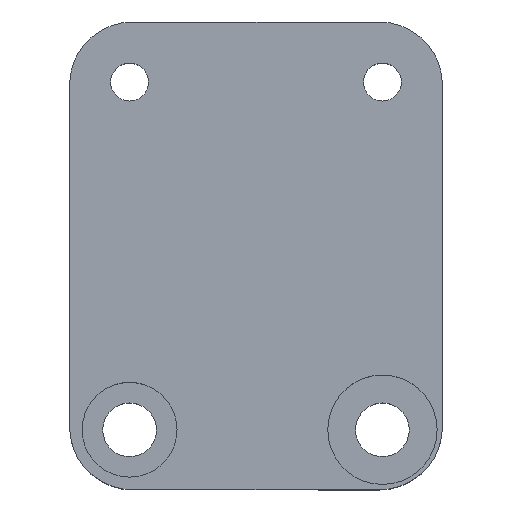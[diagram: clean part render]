
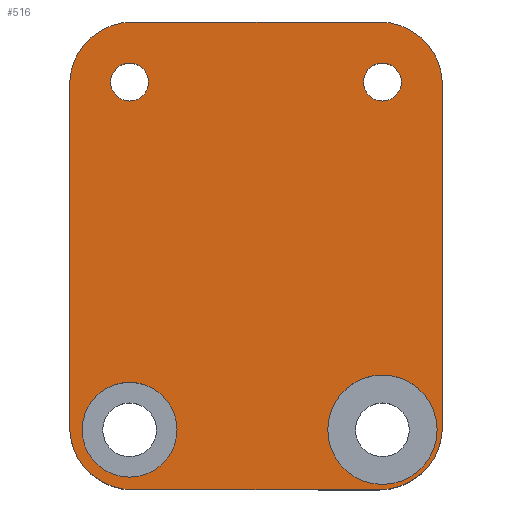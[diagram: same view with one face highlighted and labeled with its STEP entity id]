
A CAD part, top view. The second image highlights one B-rep face of the part: STEP entity #516.
In plain terms, the highlighted planar face has unit normal (0, 0, 1).
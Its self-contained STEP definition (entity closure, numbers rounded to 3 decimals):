
#4 = VERTEX_POINT ( 'NONE', #651 ) ;
#8 = CIRCLE ( 'NONE', #100, 1.2 ) ;
#12 = VERTEX_POINT ( 'NONE', #409 ) ;
#17 = FACE_BOUND ( 'NONE', #506, .T. ) ;
#19 = ORIENTED_EDGE ( 'NONE', *, *, #414, .F. ) ;
#20 = DIRECTION ( 'NONE',  ( 0., 0., 1. ) ) ;
#25 = PLANE ( 'NONE',  #63 ) ;
#27 = DIRECTION ( 'NONE',  ( 0., 0., 1. ) ) ;
#28 = VECTOR ( 'NONE', #416, 1000. ) ;
#29 = CARTESIAN_POINT ( 'NONE',  ( 7.8, 5.8, 15.3 ) ) ;
#30 = LINE ( 'NONE', #440, #469 ) ;
#31 = DIRECTION ( 'NONE',  ( 1., 0., 0. ) ) ;
#32 = CIRCLE ( 'NONE', #148, 4. ) ;
#33 = CARTESIAN_POINT ( 'NONE',  ( 11.8, -19.8, 15.3 ) ) ;
#34 = DIRECTION ( 'NONE',  ( 1., 0., 0. ) ) ;
#37 = EDGE_CURVE ( 'NONE', #556, #825, #8, .T. ) ;
#43 = DIRECTION ( 'NONE',  ( 0., 0., 1. ) ) ;
#54 = ORIENTED_EDGE ( 'NONE', *, *, #37, .F. ) ;
#58 = EDGE_CURVE ( 'NONE', #775, #4, #587, .T. ) ;
#61 = DIRECTION ( 'NONE',  ( 1., 0., 0. ) ) ;
#63 = AXIS2_PLACEMENT_3D ( 'NONE', #522, #331, #278 ) ;
#64 = CARTESIAN_POINT ( 'NONE',  ( -8., -20., 15.3 ) ) ;
#72 = ORIENTED_EDGE ( 'NONE', *, *, #536, .T. ) ;
#78 = ORIENTED_EDGE ( 'NONE', *, *, #263, .T. ) ;
#83 = VECTOR ( 'NONE', #286, 1000. ) ;
#97 = DIRECTION ( 'NONE',  ( 1., 0., 0. ) ) ;
#99 = DIRECTION ( 'NONE',  ( 1., 0., 0. ) ) ;
#100 = AXIS2_PLACEMENT_3D ( 'NONE', #582, #335, #34 ) ;
#116 = ORIENTED_EDGE ( 'NONE', *, *, #585, .F. ) ;
#120 = CIRCLE ( 'NONE', #579, 1.2 ) ;
#125 = AXIS2_PLACEMENT_3D ( 'NONE', #362, #615, #97 ) ;
#131 = DIRECTION ( 'NONE',  ( 1., 0., 0. ) ) ;
#137 = EDGE_LOOP ( 'NONE', ( #783, #72, #322, #213, #179, #744, #78, #313 ) ) ;
#147 = DIRECTION ( 'NONE',  ( 0., 1., 0. ) ) ;
#148 = AXIS2_PLACEMENT_3D ( 'NONE', #826, #43, #546 ) ;
#158 = DIRECTION ( 'NONE',  ( 0., 0., 1. ) ) ;
#159 = AXIS2_PLACEMENT_3D ( 'NONE', #198, #264, #61 ) ;
#160 = EDGE_CURVE ( 'NONE', #344, #396, #32, .T. ) ;
#179 = ORIENTED_EDGE ( 'NONE', *, *, #223, .T. ) ;
#187 = CARTESIAN_POINT ( 'NONE',  ( -11.8, -19.8, 15.3 ) ) ;
#189 = LINE ( 'NONE', #481, #28 ) ;
#198 = CARTESIAN_POINT ( 'NONE',  ( 7.8, 1.8, 15.3 ) ) ;
#200 = CARTESIAN_POINT ( 'NONE',  ( 8., -20., 15.3 ) ) ;
#204 = DIRECTION ( 'NONE',  ( 1., 0., 0. ) ) ;
#209 = DIRECTION ( 'NONE',  ( 1., 0., 0. ) ) ;
#213 = ORIENTED_EDGE ( 'NONE', *, *, #258, .T. ) ;
#214 = CARTESIAN_POINT ( 'NONE',  ( -11.002, -20., 15.3 ) ) ;
#216 = VECTOR ( 'NONE', #147, 1000. ) ;
#223 = EDGE_CURVE ( 'NONE', #439, #517, #411, .T. ) ;
#224 = AXIS2_PLACEMENT_3D ( 'NONE', #410, #280, #99 ) ;
#253 = CIRCLE ( 'NONE', #326, 3.002 ) ;
#258 = EDGE_CURVE ( 'NONE', #4, #439, #30, .T. ) ;
#263 = EDGE_CURVE ( 'NONE', #742, #794, #282, .T. ) ;
#264 = DIRECTION ( 'NONE',  ( 0., 0., 1. ) ) ;
#268 = FACE_OUTER_BOUND ( 'NONE', #137, .T. ) ;
#278 = DIRECTION ( 'NONE',  ( 1., 0., 0. ) ) ;
#279 = CIRCLE ( 'NONE', #672, 3.002 ) ;
#280 = DIRECTION ( 'NONE',  ( 0., 0., 1. ) ) ;
#282 = CIRCLE ( 'NONE', #159, 4. ) ;
#284 = CARTESIAN_POINT ( 'NONE',  ( -9.2, 2., 15.3 ) ) ;
#286 = DIRECTION ( 'NONE',  ( -1., 0., 0. ) ) ;
#313 = ORIENTED_EDGE ( 'NONE', *, *, #392, .T. ) ;
#322 = ORIENTED_EDGE ( 'NONE', *, *, #58, .T. ) ;
#326 = AXIS2_PLACEMENT_3D ( 'NONE', #341, #474, #652 ) ;
#331 = DIRECTION ( 'NONE',  ( 0., 0., 1. ) ) ;
#335 = DIRECTION ( 'NONE',  ( 0., 0., 1. ) ) ;
#340 = VERTEX_POINT ( 'NONE', #639 ) ;
#341 = CARTESIAN_POINT ( 'NONE',  ( -8., -20., 15.3 ) ) ;
#343 = CARTESIAN_POINT ( 'NONE',  ( -4.998, -20., 15.3 ) ) ;
#344 = VERTEX_POINT ( 'NONE', #376 ) ;
#354 = CIRCLE ( 'NONE', #424, 1.2 ) ;
#362 = CARTESIAN_POINT ( 'NONE',  ( 7.8, -19.8, 15.3 ) ) ;
#371 = EDGE_LOOP ( 'NONE', ( #524, #19 ) ) ;
#373 = CARTESIAN_POINT ( 'NONE',  ( 7.8, 5.8, 15.3 ) ) ;
#374 = VERTEX_POINT ( 'NONE', #343 ) ;
#376 = CARTESIAN_POINT ( 'NONE',  ( -7.8, 5.8, 15.3 ) ) ;
#392 = EDGE_CURVE ( 'NONE', #794, #344, #597, .T. ) ;
#396 = VERTEX_POINT ( 'NONE', #456 ) ;
#404 = EDGE_CURVE ( 'NONE', #517, #742, #594, .T. ) ;
#409 = CARTESIAN_POINT ( 'NONE',  ( 4.539, -20., 15.3 ) ) ;
#410 = CARTESIAN_POINT ( 'NONE',  ( 8., -20., 15.3 ) ) ;
#411 = CIRCLE ( 'NONE', #125, 4. ) ;
#414 = EDGE_CURVE ( 'NONE', #12, #727, #657, .T. ) ;
#416 = DIRECTION ( 'NONE',  ( 0., -1., 0. ) ) ;
#417 = ORIENTED_EDGE ( 'NONE', *, *, #638, .F. ) ;
#424 = AXIS2_PLACEMENT_3D ( 'NONE', #541, #158, #525 ) ;
#439 = VERTEX_POINT ( 'NONE', #726 ) ;
#440 = CARTESIAN_POINT ( 'NONE',  ( -7.8, -23.8, 15.3 ) ) ;
#456 = CARTESIAN_POINT ( 'NONE',  ( -11.8, 1.8, 15.3 ) ) ;
#461 = FACE_BOUND ( 'NONE', #371, .T. ) ;
#469 = VECTOR ( 'NONE', #131, 1000. ) ;
#471 = DIRECTION ( 'NONE',  ( 1., 0., 0. ) ) ;
#474 = DIRECTION ( 'NONE',  ( 0., 0., 1. ) ) ;
#478 = AXIS2_PLACEMENT_3D ( 'NONE', #535, #27, #663 ) ;
#481 = CARTESIAN_POINT ( 'NONE',  ( -11.8, 1.8, 15.3 ) ) ;
#490 = CIRCLE ( 'NONE', #478, 1.2 ) ;
#505 = ORIENTED_EDGE ( 'NONE', *, *, #816, .F. ) ;
#506 = EDGE_LOOP ( 'NONE', ( #417, #54 ) ) ;
#515 = AXIS2_PLACEMENT_3D ( 'NONE', #200, #537, #471 ) ;
#516 = ADVANCED_FACE ( 'NONE', ( #581, #461, #17, #268, #589 ), #25, .T. ) ;
#517 = VERTEX_POINT ( 'NONE', #650 ) ;
#522 = CARTESIAN_POINT ( 'NONE',  ( -7.8, 1.8, 15.3 ) ) ;
#524 = ORIENTED_EDGE ( 'NONE', *, *, #738, .F. ) ;
#525 = DIRECTION ( 'NONE',  ( 1., 0., 0. ) ) ;
#534 = DIRECTION ( 'NONE',  ( 0., 0., 1. ) ) ;
#535 = CARTESIAN_POINT ( 'NONE',  ( -8., 2., 15.3 ) ) ;
#536 = EDGE_CURVE ( 'NONE', #396, #775, #189, .T. ) ;
#537 = DIRECTION ( 'NONE',  ( 0., 0., 1. ) ) ;
#541 = CARTESIAN_POINT ( 'NONE',  ( -8., 2., 15.3 ) ) ;
#546 = DIRECTION ( 'NONE',  ( 1., 0., 0. ) ) ;
#549 = CARTESIAN_POINT ( 'NONE',  ( 6.8, 2., 15.3 ) ) ;
#556 = VERTEX_POINT ( 'NONE', #623 ) ;
#579 = AXIS2_PLACEMENT_3D ( 'NONE', #728, #736, #31 ) ;
#580 = EDGE_CURVE ( 'NONE', #340, #696, #354, .T. ) ;
#581 = FACE_BOUND ( 'NONE', #773, .T. ) ;
#582 = CARTESIAN_POINT ( 'NONE',  ( 8., 2., 15.3 ) ) ;
#585 = EDGE_CURVE ( 'NONE', #696, #340, #490, .T. ) ;
#587 = CIRCLE ( 'NONE', #698, 4. ) ;
#589 = FACE_BOUND ( 'NONE', #686, .T. ) ;
#594 = LINE ( 'NONE', #33, #216 ) ;
#597 = LINE ( 'NONE', #29, #83 ) ;
#615 = DIRECTION ( 'NONE',  ( 0., 0., 1. ) ) ;
#623 = CARTESIAN_POINT ( 'NONE',  ( 9.2, 2., 15.3 ) ) ;
#638 = EDGE_CURVE ( 'NONE', #825, #556, #120, .T. ) ;
#639 = CARTESIAN_POINT ( 'NONE',  ( -6.8, 2., 15.3 ) ) ;
#650 = CARTESIAN_POINT ( 'NONE',  ( 11.8, -19.8, 15.3 ) ) ;
#651 = CARTESIAN_POINT ( 'NONE',  ( -7.8, -23.8, 15.3 ) ) ;
#652 = DIRECTION ( 'NONE',  ( 1., 0., 0. ) ) ;
#657 = CIRCLE ( 'NONE', #515, 3.461 ) ;
#658 = ORIENTED_EDGE ( 'NONE', *, *, #690, .F. ) ;
#663 = DIRECTION ( 'NONE',  ( 1., 0., 0. ) ) ;
#672 = AXIS2_PLACEMENT_3D ( 'NONE', #64, #20, #204 ) ;
#686 = EDGE_LOOP ( 'NONE', ( #116, #735 ) ) ;
#690 = EDGE_CURVE ( 'NONE', #704, #374, #253, .T. ) ;
#696 = VERTEX_POINT ( 'NONE', #284 ) ;
#698 = AXIS2_PLACEMENT_3D ( 'NONE', #790, #534, #209 ) ;
#704 = VERTEX_POINT ( 'NONE', #214 ) ;
#718 = CIRCLE ( 'NONE', #224, 3.461 ) ;
#726 = CARTESIAN_POINT ( 'NONE',  ( 7.8, -23.8, 15.3 ) ) ;
#727 = VERTEX_POINT ( 'NONE', #732 ) ;
#728 = CARTESIAN_POINT ( 'NONE',  ( 8., 2., 15.3 ) ) ;
#732 = CARTESIAN_POINT ( 'NONE',  ( 11.461, -20., 15.3 ) ) ;
#735 = ORIENTED_EDGE ( 'NONE', *, *, #580, .F. ) ;
#736 = DIRECTION ( 'NONE',  ( 0., 0., 1. ) ) ;
#738 = EDGE_CURVE ( 'NONE', #727, #12, #718, .T. ) ;
#742 = VERTEX_POINT ( 'NONE', #821 ) ;
#744 = ORIENTED_EDGE ( 'NONE', *, *, #404, .T. ) ;
#773 = EDGE_LOOP ( 'NONE', ( #505, #658 ) ) ;
#775 = VERTEX_POINT ( 'NONE', #187 ) ;
#783 = ORIENTED_EDGE ( 'NONE', *, *, #160, .T. ) ;
#790 = CARTESIAN_POINT ( 'NONE',  ( -7.8, -19.8, 15.3 ) ) ;
#794 = VERTEX_POINT ( 'NONE', #373 ) ;
#816 = EDGE_CURVE ( 'NONE', #374, #704, #279, .T. ) ;
#821 = CARTESIAN_POINT ( 'NONE',  ( 11.8, 1.8, 15.3 ) ) ;
#825 = VERTEX_POINT ( 'NONE', #549 ) ;
#826 = CARTESIAN_POINT ( 'NONE',  ( -7.8, 1.8, 15.3 ) ) ;
